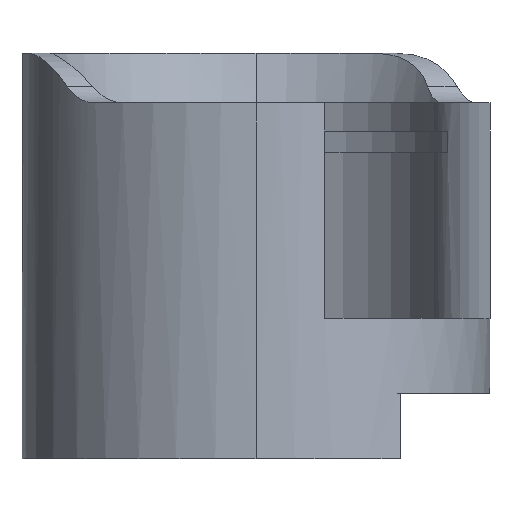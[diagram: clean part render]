
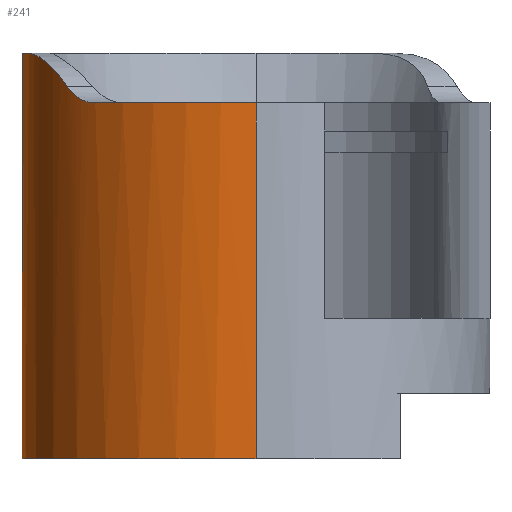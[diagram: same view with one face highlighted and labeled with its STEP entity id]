
A CAD part, left-side view. The second image highlights one B-rep face of the part: STEP entity #241.
In plain terms, the highlighted cylindrical face has radius 12.7 mm (diameter 25.4 mm), a partial arc.
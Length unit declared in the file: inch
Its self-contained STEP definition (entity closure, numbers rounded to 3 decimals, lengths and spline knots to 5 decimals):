
#1 = ORIENTED_EDGE ( 'NONE', *, *, #687, .F. ) ;
#5 = CARTESIAN_POINT ( 'NONE',  ( -0.12076, 0.4852, 0. ) ) ;
#7 = ORIENTED_EDGE ( 'NONE', *, *, #190, .T. ) ;
#18 = CARTESIAN_POINT ( 'NONE',  ( 0., 0., 0. ) ) ;
#30 = EDGE_CURVE ( 'NONE', #255, #702, #459, .T. ) ;
#55 = CARTESIAN_POINT ( 'NONE',  ( -0.12076, 0.4852, 0. ) ) ;
#67 = CARTESIAN_POINT ( 'NONE',  ( -0.5, 0., -0.106 ) ) ;
#70 = CARTESIAN_POINT ( 'NONE',  ( -0.27314, 0.41886, -0.04961 ) ) ;
#152 = EDGE_LOOP ( 'NONE', ( #357, #973, #716, #7, #488, #538, #1 ) ) ;
#163 = CARTESIAN_POINT ( 'NONE',  ( -0.18758, 0.46381, -0.00713 ) ) ;
#190 = EDGE_CURVE ( 'NONE', #702, #577, #613, .T. ) ;
#191 = CARTESIAN_POINT ( 'NONE',  ( 0.5, 0., 0. ) ) ;
#207 = DIRECTION ( 'NONE',  ( -1., 0., 0. ) ) ;
#228 = VERTEX_POINT ( 'NONE', #330 ) ;
#231 = B_SPLINE_CURVE_WITH_KNOTS ( 'NONE', 3,
 ( #1138, #654, #1018, #70, #855, #285, #850, #567, #163, #532, #457, #5 ),
 .UNSPECIFIED., .F., .F.,
 ( 4, 2, 2, 2, 2, 4 ),
 ( 0.0012, 0.00187, 0.00254, 0.00388, 0.00522, 0.00656 ),
 .UNSPECIFIED. ) ;
#241 = ADVANCED_FACE ( 'NONE', ( #987 ), #955, .T. ) ;
#253 = VERTEX_POINT ( 'NONE', #964 ) ;
#255 = VERTEX_POINT ( 'NONE', #67 ) ;
#270 = CARTESIAN_POINT ( 'NONE',  ( 0., 0., -0.866 ) ) ;
#275 = DIRECTION ( 'NONE',  ( 0., 0., 1. ) ) ;
#285 = CARTESIAN_POINT ( 'NONE',  ( -0.24737, 0.43479, -0.03107 ) ) ;
#298 = CARTESIAN_POINT ( 'NONE',  ( 0., 0., -0.106 ) ) ;
#306 = AXIS2_PLACEMENT_3D ( 'NONE', #270, #275, #863 ) ;
#330 = CARTESIAN_POINT ( 'NONE',  ( 0.5, 0., -0.866 ) ) ;
#357 = ORIENTED_EDGE ( 'NONE', *, *, #1148, .T. ) ;
#414 = CARTESIAN_POINT ( 'NONE',  ( -0.30084, 0.39942, -0.07706 ) ) ;
#442 = CARTESIAN_POINT ( 'NONE',  ( -0.5, 0., -0.866 ) ) ;
#446 = DIRECTION ( 'NONE',  ( 0., 0., 1. ) ) ;
#449 = CARTESIAN_POINT ( 'NONE',  ( -0.29585, 0.40308, -0.07152 ) ) ;
#457 = CARTESIAN_POINT ( 'NONE',  ( -0.13806, 0.48089, 0. ) ) ;
#459 = CIRCLE ( 'NONE', #941, 0.5 ) ;
#486 = AXIS2_PLACEMENT_3D ( 'NONE', #933, #1219, #754 ) ;
#488 = ORIENTED_EDGE ( 'NONE', *, *, #709, .T. ) ;
#503 = CARTESIAN_POINT ( 'NONE',  ( -0.5, 0., 0. ) ) ;
#511 = VERTEX_POINT ( 'NONE', #55 ) ;
#532 = CARTESIAN_POINT ( 'NONE',  ( -0.15488, 0.47573, -0.00137 ) ) ;
#538 = ORIENTED_EDGE ( 'NONE', *, *, #1191, .F. ) ;
#543 = CARTESIAN_POINT ( 'NONE',  ( -0.30617, 0.39536, -0.08201 ) ) ;
#547 = CARTESIAN_POINT ( 'NONE',  ( -0.35771, 0.34944, -0.106 ) ) ;
#567 = CARTESIAN_POINT ( 'NONE',  ( -0.2036, 0.45697, -0.01161 ) ) ;
#571 = CARTESIAN_POINT ( 'NONE',  ( -0.36342, 0.34341, -0.106 ) ) ;
#577 = VERTEX_POINT ( 'NONE', #449 ) ;
#578 = DIRECTION ( 'NONE',  ( 0., 0., -1. ) ) ;
#593 = VECTOR ( 'NONE', #698, 39.37008 ) ;
#613 = B_SPLINE_CURVE_WITH_KNOTS ( 'NONE', 3,
 ( #643, #547, #1016, #638, #1103, #739, #645, #543, #414, #990 ),
 .UNSPECIFIED., .F., .F.,
 ( 4, 2, 2, 2, 4 ),
 ( 0., 0.00062, 0.00125, 0.00187, 0.0025 ),
 .UNSPECIFIED. ) ;
#638 = CARTESIAN_POINT ( 'NONE',  ( -0.34032, 0.36639, -0.10229 ) ) ;
#643 = CARTESIAN_POINT ( 'NONE',  ( -0.36342, 0.34341, -0.106 ) ) ;
#645 = CARTESIAN_POINT ( 'NONE',  ( -0.31712, 0.38663, -0.09055 ) ) ;
#648 = VECTOR ( 'NONE', #446, 39.37008 ) ;
#654 = CARTESIAN_POINT ( 'NONE',  ( -0.29056, 0.40696, -0.06565 ) ) ;
#670 = CIRCLE ( 'NONE', #306, 0.5 ) ;
#687 = EDGE_CURVE ( 'NONE', #228, #253, #898, .T. ) ;
#698 = DIRECTION ( 'NONE',  ( 0., 0., 1. ) ) ;
#702 = VERTEX_POINT ( 'NONE', #571 ) ;
#709 = EDGE_CURVE ( 'NONE', #577, #511, #231, .T. ) ;
#713 = CIRCLE ( 'NONE', #486, 0.5 ) ;
#716 = ORIENTED_EDGE ( 'NONE', *, *, #30, .T. ) ;
#734 = AXIS2_PLACEMENT_3D ( 'NONE', #18, #870, #1010 ) ;
#739 = CARTESIAN_POINT ( 'NONE',  ( -0.32278, 0.38193, -0.09416 ) ) ;
#754 = DIRECTION ( 'NONE',  ( 1., 0., 0. ) ) ;
#847 = LINE ( 'NONE', #503, #593 ) ;
#850 = CARTESIAN_POINT ( 'NONE',  ( -0.23344, 0.44247, -0.02359 ) ) ;
#855 = CARTESIAN_POINT ( 'NONE',  ( -0.26686, 0.4229, -0.04466 ) ) ;
#857 = EDGE_CURVE ( 'NONE', #1202, #255, #847, .T. ) ;
#863 = DIRECTION ( 'NONE',  ( 1., 0., 0. ) ) ;
#870 = DIRECTION ( 'NONE',  ( 0., 0., 1. ) ) ;
#898 = LINE ( 'NONE', #191, #648 ) ;
#933 = CARTESIAN_POINT ( 'NONE',  ( 0., 0., 0. ) ) ;
#941 = AXIS2_PLACEMENT_3D ( 'NONE', #298, #578, #207 ) ;
#955 = CYLINDRICAL_SURFACE ( 'NONE', #734, 0.5 ) ;
#964 = CARTESIAN_POINT ( 'NONE',  ( 0.5, 0., 0. ) ) ;
#973 = ORIENTED_EDGE ( 'NONE', *, *, #857, .T. ) ;
#987 = FACE_OUTER_BOUND ( 'NONE', #152, .T. ) ;
#990 = CARTESIAN_POINT ( 'NONE',  ( -0.29585, 0.40308, -0.07152 ) ) ;
#1010 = DIRECTION ( 'NONE',  ( 1., 0., 0. ) ) ;
#1016 = CARTESIAN_POINT ( 'NONE',  ( -0.35195, 0.35524, -0.10525 ) ) ;
#1018 = CARTESIAN_POINT ( 'NONE',  ( -0.28497, 0.4109, -0.0601 ) ) ;
#1103 = CARTESIAN_POINT ( 'NONE',  ( -0.33441, 0.37179, -0.10006 ) ) ;
#1138 = CARTESIAN_POINT ( 'NONE',  ( -0.29585, 0.40308, -0.07152 ) ) ;
#1148 = EDGE_CURVE ( 'NONE', #228, #1202, #670, .T. ) ;
#1191 = EDGE_CURVE ( 'NONE', #253, #511, #713, .T. ) ;
#1202 = VERTEX_POINT ( 'NONE', #442 ) ;
#1219 = DIRECTION ( 'NONE',  ( 0., 0., 1. ) ) ;
